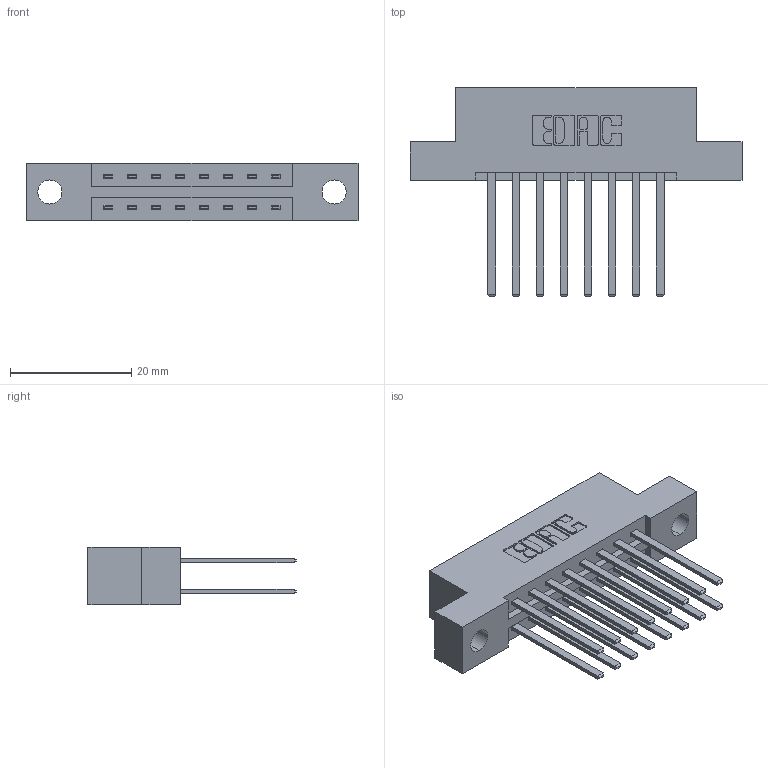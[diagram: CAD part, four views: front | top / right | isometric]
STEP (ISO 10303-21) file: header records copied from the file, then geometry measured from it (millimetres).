
FILE_DESCRIPTION (( 'STEP AP203' ), '1' );
FILE_NAME ('387-016-544-204.STEP', '2018-09-11T11:32:09', ( '' ), ( '' ), 'SwSTEP 2.0', 'SolidWorks 2016', '' );
FILE_SCHEMA (( 'CONFIG_CONTROL_DESIGN' ));
Length unit declared in the file: inch
Products named in the file (3): 337 Part_Flush Mounting Lugs - 0.156 Dia-TH; 345-292-001_345-293-144; 387-016-544-204
Assembly tree (17 placements, depth 2):
  387-016-544-204
    337 Part_Flush Mounting Lugs - 0.156 Dia-TH
    345-292-001_345-293-144  x16
Bounding box: 54.71 x 34.3 x 9.4 mm (x, y, z)
Volume: 5449.8 mm3; surface area: 6360.8 mm2
Topology: 17 solids, 17 shells, 882 faces, 2599 edges, 1710 vertices
Faces by surface type: plane 614, cylinder 268
Entity records: 10419 total; most frequent: CARTESIAN_POINT 1782, ORIENTED_EDGE 1718, DIRECTION 1575, EDGE_CURVE 859, VECTOR 735, LINE 735, VERTEX_POINT 570, AXIS2_PLACEMENT_3D 420
